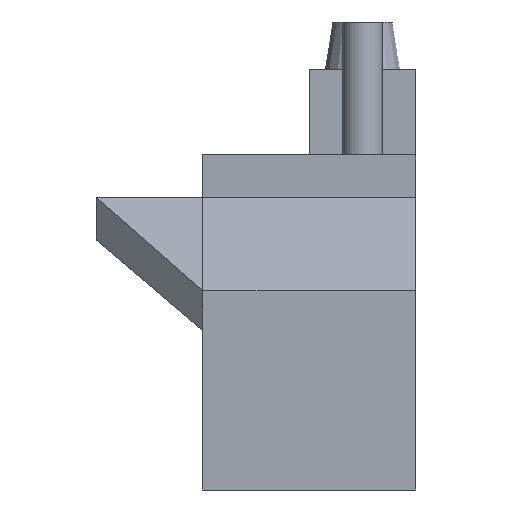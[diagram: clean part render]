
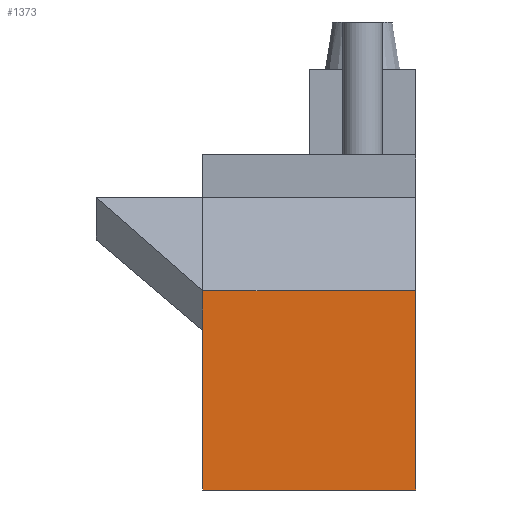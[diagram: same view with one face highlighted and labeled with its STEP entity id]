
A CAD part, left-side view. The second image highlights one B-rep face of the part: STEP entity #1373.
In plain terms, the highlighted planar face has unit normal (-1, 0, 0).
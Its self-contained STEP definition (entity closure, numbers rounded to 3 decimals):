
#95=PLANE('',#1481);
#170=FACE_OUTER_BOUND('',#253,.T.);
#253=EDGE_LOOP('',(#1288,#1289,#1290,#1291,#1292));
#387=LINE('',#2196,#551);
#393=LINE('',#2207,#557);
#396=LINE('',#2212,#560);
#405=LINE('',#2230,#569);
#417=LINE('',#2284,#581);
#551=VECTOR('',#1775,10.);
#557=VECTOR('',#1783,10.);
#560=VECTOR('',#1790,10.);
#569=VECTOR('',#1803,10.);
#581=VECTOR('',#1833,10.);
#709=VERTEX_POINT('',#2193);
#710=VERTEX_POINT('',#2195);
#713=VERTEX_POINT('',#2204);
#714=VERTEX_POINT('',#2206);
#721=VERTEX_POINT('',#2229);
#882=EDGE_CURVE('',#709,#710,#387,.T.);
#888=EDGE_CURVE('',#714,#713,#393,.T.);
#891=EDGE_CURVE('',#714,#709,#396,.T.);
#900=EDGE_CURVE('',#710,#721,#405,.T.);
#912=EDGE_CURVE('',#713,#721,#417,.T.);
#1288=ORIENTED_EDGE('',*,*,#888,.T.);
#1289=ORIENTED_EDGE('',*,*,#912,.T.);
#1290=ORIENTED_EDGE('',*,*,#900,.F.);
#1291=ORIENTED_EDGE('',*,*,#882,.F.);
#1292=ORIENTED_EDGE('',*,*,#891,.F.);
#1373=ADVANCED_FACE('',(#170),#95,.T.);
#1481=AXIS2_PLACEMENT_3D('',#2285,#1834,#1835);
#1775=DIRECTION('',(0.,0.,1.));
#1783=DIRECTION('',(0.,0.,1.));
#1790=DIRECTION('',(0.,1.,0.));
#1803=DIRECTION('',(0.,0.,1.));
#1833=DIRECTION('',(0.,1.,0.));
#1834=DIRECTION('center_axis',(-1.,0.,0.));
#1835=DIRECTION('ref_axis',(0.,0.,1.));
#2193=CARTESIAN_POINT('',(-56.,16.,0.));
#2195=CARTESIAN_POINT('',(-56.,16.,12.));
#2196=CARTESIAN_POINT('',(-56.,16.,0.));
#2204=CARTESIAN_POINT('',(-56.,0.,15.));
#2206=CARTESIAN_POINT('',(-56.,0.,0.));
#2207=CARTESIAN_POINT('',(-56.,0.,0.));
#2212=CARTESIAN_POINT('',(-56.,0.,0.));
#2229=CARTESIAN_POINT('',(-56.,16.,15.));
#2230=CARTESIAN_POINT('',(-56.,16.,0.));
#2284=CARTESIAN_POINT('',(-56.,0.,15.));
#2285=CARTESIAN_POINT('Origin',(-56.,0.,0.));
